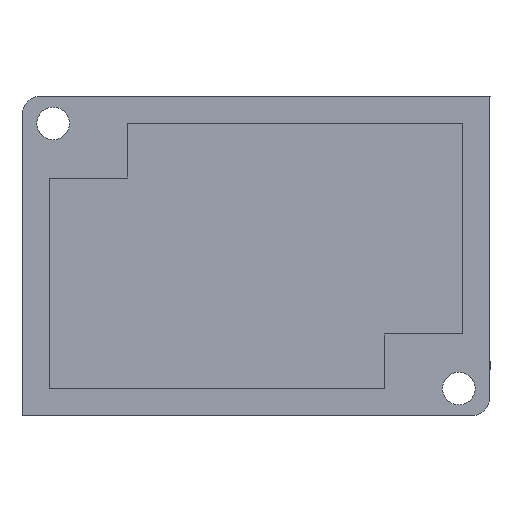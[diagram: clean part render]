
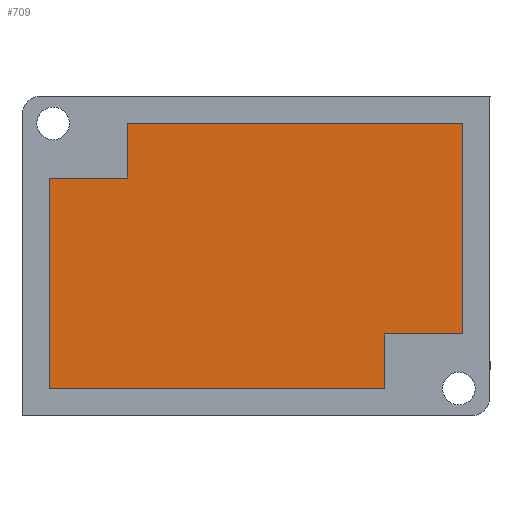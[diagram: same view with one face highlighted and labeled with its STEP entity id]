
A CAD part, front view. The second image highlights one B-rep face of the part: STEP entity #709.
In plain terms, the highlighted planar face has unit normal (0, -1, 0).
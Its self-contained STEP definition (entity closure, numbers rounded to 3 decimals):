
#3 = ORIENTED_EDGE ( 'NONE', *, *, #767, .T. ) ;
#7 = DIRECTION ( 'NONE',  ( 1., 0., 0. ) ) ;
#25 = EDGE_CURVE ( 'NONE', #732, #899, #1091, .T. ) ;
#57 = DIRECTION ( 'NONE',  ( 0., 0., 1. ) ) ;
#64 = DIRECTION ( 'NONE',  ( 0., 0., -1. ) ) ;
#85 = ORIENTED_EDGE ( 'NONE', *, *, #167, .T. ) ;
#90 = VERTEX_POINT ( 'NONE', #813 ) ;
#96 = LINE ( 'NONE', #624, #343 ) ;
#114 = VERTEX_POINT ( 'NONE', #268 ) ;
#144 = FACE_OUTER_BOUND ( 'NONE', #914, .T. ) ;
#167 = EDGE_CURVE ( 'NONE', #114, #332, #829, .T. ) ;
#209 = CARTESIAN_POINT ( 'NONE',  ( 26.5, 0.2, -10. ) ) ;
#210 = EDGE_CURVE ( 'NONE', #899, #1032, #1023, .T. ) ;
#219 = AXIS2_PLACEMENT_3D ( 'NONE', #368, #563, #641 ) ;
#268 = CARTESIAN_POINT ( 'NONE',  ( 26.5, 0.2, 17. ) ) ;
#286 = ORIENTED_EDGE ( 'NONE', *, *, #210, .T. ) ;
#290 = VECTOR ( 'NONE', #626, 1000. ) ;
#293 = EDGE_CURVE ( 'NONE', #484, #611, #909, .T. ) ;
#307 = CARTESIAN_POINT ( 'NONE',  ( 16.5, 0.2, -10. ) ) ;
#332 = VERTEX_POINT ( 'NONE', #944 ) ;
#334 = VECTOR ( 'NONE', #528, 1000. ) ;
#343 = VECTOR ( 'NONE', #430, 1000. ) ;
#349 = PLANE ( 'NONE',  #219 ) ;
#366 = EDGE_CURVE ( 'NONE', #611, #114, #96, .T. ) ;
#368 = CARTESIAN_POINT ( 'NONE',  ( 26.5, 0.2, -10. ) ) ;
#391 = ORIENTED_EDGE ( 'NONE', *, *, #839, .T. ) ;
#430 = DIRECTION ( 'NONE',  ( 0., 0., 1. ) ) ;
#458 = ORIENTED_EDGE ( 'NONE', *, *, #25, .T. ) ;
#462 = CARTESIAN_POINT ( 'NONE',  ( -26.5, 0.2, 10. ) ) ;
#477 = VECTOR ( 'NONE', #57, 1000. ) ;
#484 = VERTEX_POINT ( 'NONE', #307 ) ;
#504 = LINE ( 'NONE', #884, #290 ) ;
#505 = ORIENTED_EDGE ( 'NONE', *, *, #366, .T. ) ;
#528 = DIRECTION ( 'NONE',  ( 0., 0., -1. ) ) ;
#533 = CARTESIAN_POINT ( 'NONE',  ( 16.5, 0.2, -10. ) ) ;
#541 = CARTESIAN_POINT ( 'NONE',  ( -26.5, 0.2, -17. ) ) ;
#563 = DIRECTION ( 'NONE',  ( 0., 1., 0. ) ) ;
#576 = DIRECTION ( 'NONE',  ( -1., 0., 0. ) ) ;
#598 = VECTOR ( 'NONE', #576, 1000. ) ;
#601 = VECTOR ( 'NONE', #64, 1000. ) ;
#611 = VERTEX_POINT ( 'NONE', #209 ) ;
#617 = ORIENTED_EDGE ( 'NONE', *, *, #773, .T. ) ;
#624 = CARTESIAN_POINT ( 'NONE',  ( 26.5, 0.2, 17. ) ) ;
#626 = DIRECTION ( 'NONE',  ( -1., 0., 0. ) ) ;
#641 = DIRECTION ( 'NONE',  ( 0., 0., 1. ) ) ;
#709 = ADVANCED_FACE ( 'NONE', ( #144 ), #349, .F. ) ;
#732 = VERTEX_POINT ( 'NONE', #462 ) ;
#767 = EDGE_CURVE ( 'NONE', #90, #732, #504, .T. ) ;
#773 = EDGE_CURVE ( 'NONE', #1032, #484, #925, .T. ) ;
#813 = CARTESIAN_POINT ( 'NONE',  ( -16.5, 0.2, 10. ) ) ;
#820 = LINE ( 'NONE', #868, #334 ) ;
#829 = LINE ( 'NONE', #1085, #598 ) ;
#834 = ORIENTED_EDGE ( 'NONE', *, *, #293, .T. ) ;
#839 = EDGE_CURVE ( 'NONE', #332, #90, #820, .T. ) ;
#868 = CARTESIAN_POINT ( 'NONE',  ( -16.5, 0.2, 10. ) ) ;
#884 = CARTESIAN_POINT ( 'NONE',  ( -26.5, 0.2, 10. ) ) ;
#887 = VECTOR ( 'NONE', #1040, 1000. ) ;
#899 = VERTEX_POINT ( 'NONE', #541 ) ;
#909 = LINE ( 'NONE', #1127, #887 ) ;
#914 = EDGE_LOOP ( 'NONE', ( #505, #85, #391, #3, #458, #286, #617, #834 ) ) ;
#925 = LINE ( 'NONE', #533, #477 ) ;
#944 = CARTESIAN_POINT ( 'NONE',  ( -16.5, 0.2, 17. ) ) ;
#1001 = VECTOR ( 'NONE', #7, 1000. ) ;
#1023 = LINE ( 'NONE', #1089, #1001 ) ;
#1032 = VERTEX_POINT ( 'NONE', #1159 ) ;
#1040 = DIRECTION ( 'NONE',  ( 1., 0., 0. ) ) ;
#1085 = CARTESIAN_POINT ( 'NONE',  ( -16.5, 0.2, 17. ) ) ;
#1089 = CARTESIAN_POINT ( 'NONE',  ( 16.5, 0.2, -17. ) ) ;
#1091 = LINE ( 'NONE', #1136, #601 ) ;
#1127 = CARTESIAN_POINT ( 'NONE',  ( 26.5, 0.2, -10. ) ) ;
#1136 = CARTESIAN_POINT ( 'NONE',  ( -26.5, 0.2, -17. ) ) ;
#1159 = CARTESIAN_POINT ( 'NONE',  ( 16.5, 0.2, -17. ) ) ;
